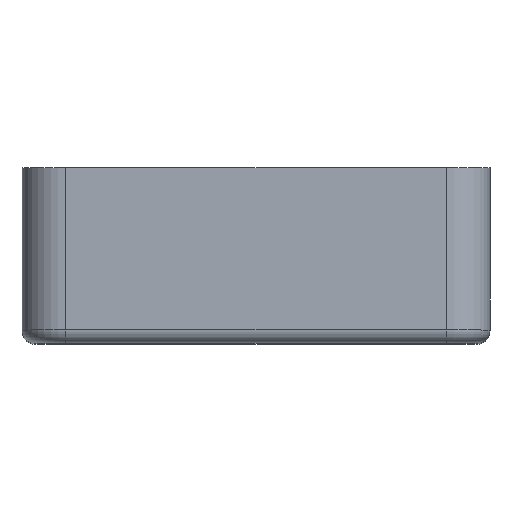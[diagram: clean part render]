
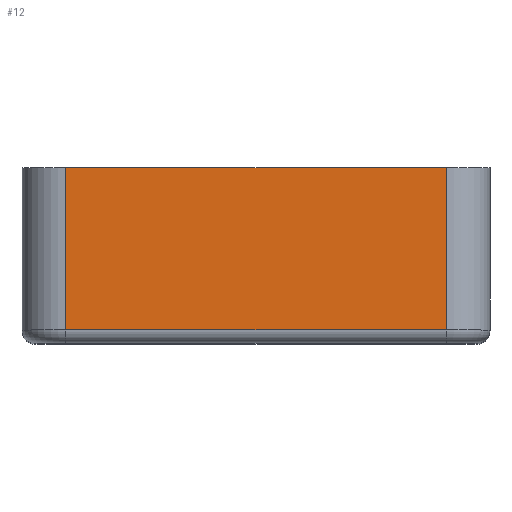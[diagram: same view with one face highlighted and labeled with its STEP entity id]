
A CAD part, top view. The second image highlights one B-rep face of the part: STEP entity #12.
In plain terms, the highlighted planar face has unit normal (0, 0, 1).
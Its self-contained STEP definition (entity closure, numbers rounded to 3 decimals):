
#12 = ADVANCED_FACE ( 'NONE', ( #1587 ), #2588, .F. ) ;
#71 = CARTESIAN_POINT ( 'NONE',  ( -5.337, 4., 7.65 ) ) ;
#85 = VECTOR ( 'NONE', #1899, 1000. ) ;
#106 = ORIENTED_EDGE ( 'NONE', *, *, #2399, .F. ) ;
#132 = ORIENTED_EDGE ( 'NONE', *, *, #2775, .T. ) ;
#258 = DIRECTION ( 'NONE',  ( 0., 1., 0. ) ) ;
#307 = DIRECTION ( 'NONE',  ( -1., 0., 0. ) ) ;
#368 = LINE ( 'NONE', #2499, #2830 ) ;
#374 = ORIENTED_EDGE ( 'NONE', *, *, #679, .T. ) ;
#393 = EDGE_LOOP ( 'NONE', ( #132, #440, #374, #106 ) ) ;
#440 = ORIENTED_EDGE ( 'NONE', *, *, #1514, .T. ) ;
#471 = LINE ( 'NONE', #2359, #2085 ) ;
#617 = CARTESIAN_POINT ( 'NONE',  ( -4.337, 0.3, 7.65 ) ) ;
#646 = CARTESIAN_POINT ( 'NONE',  ( 4.337, 4., 7.65 ) ) ;
#679 = EDGE_CURVE ( 'NONE', #2202, #1042, #471, .T. ) ;
#768 = LINE ( 'NONE', #1453, #85 ) ;
#1042 = VERTEX_POINT ( 'NONE', #646 ) ;
#1453 = CARTESIAN_POINT ( 'NONE',  ( 4.337, 0.3, 7.65 ) ) ;
#1514 = EDGE_CURVE ( 'NONE', #2260, #2202, #768, .T. ) ;
#1527 = DIRECTION ( 'NONE',  ( 0., -1., 0. ) ) ;
#1587 = FACE_OUTER_BOUND ( 'NONE', #393, .T. ) ;
#1686 = DIRECTION ( 'NONE',  ( 0., 0., -1. ) ) ;
#1778 = VECTOR ( 'NONE', #1527, 1000. ) ;
#1820 = DIRECTION ( 'NONE',  ( 1., 0., 0. ) ) ;
#1874 = CARTESIAN_POINT ( 'NONE',  ( -4.337, 4., 7.65 ) ) ;
#1899 = DIRECTION ( 'NONE',  ( 1., 0., 0. ) ) ;
#1944 = AXIS2_PLACEMENT_3D ( 'NONE', #71, #1686, #307 ) ;
#1959 = CARTESIAN_POINT ( 'NONE',  ( -4.337, 4., 7.65 ) ) ;
#2085 = VECTOR ( 'NONE', #258, 1000. ) ;
#2202 = VERTEX_POINT ( 'NONE', #2456 ) ;
#2260 = VERTEX_POINT ( 'NONE', #617 ) ;
#2359 = CARTESIAN_POINT ( 'NONE',  ( 4.337, 4., 7.65 ) ) ;
#2372 = LINE ( 'NONE', #1959, #1778 ) ;
#2399 = EDGE_CURVE ( 'NONE', #2559, #1042, #368, .T. ) ;
#2456 = CARTESIAN_POINT ( 'NONE',  ( 4.337, 0.3, 7.65 ) ) ;
#2499 = CARTESIAN_POINT ( 'NONE',  ( -5.337, 4., 7.65 ) ) ;
#2559 = VERTEX_POINT ( 'NONE', #1874 ) ;
#2588 = PLANE ( 'NONE',  #1944 ) ;
#2775 = EDGE_CURVE ( 'NONE', #2559, #2260, #2372, .T. ) ;
#2830 = VECTOR ( 'NONE', #1820, 1000. ) ;
